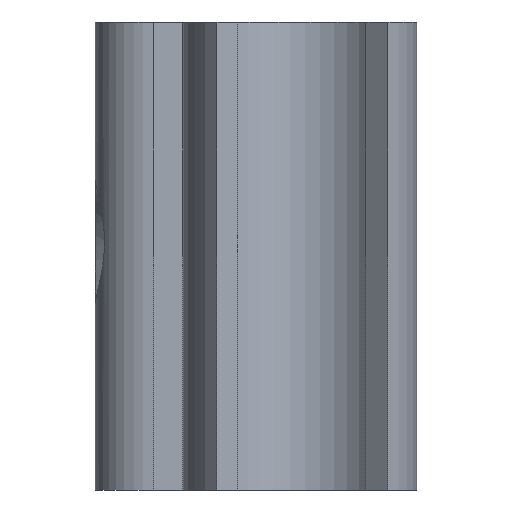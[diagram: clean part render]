
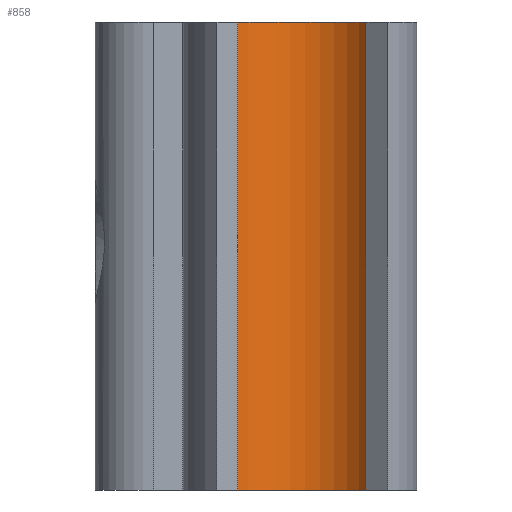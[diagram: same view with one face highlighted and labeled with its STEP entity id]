
A CAD part, front view. The second image highlights one B-rep face of the part: STEP entity #858.
In plain terms, the highlighted cylindrical face has radius 3 mm (diameter 6 mm), a partial arc.
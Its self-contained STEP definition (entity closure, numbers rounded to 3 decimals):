
#92=FACE_OUTER_BOUND('',#141,.T.);
#141=EDGE_LOOP('',(#784,#785,#786,#787));
#151=CIRCLE('',#887,3.);
#157=CIRCLE('',#898,3.);
#252=LINE('',#1628,#324);
#253=LINE('',#1630,#325);
#324=VECTOR('',#1190,10.);
#325=VECTOR('',#1193,10.);
#355=VERTEX_POINT('',#1260);
#356=VERTEX_POINT('',#1262);
#379=VERTEX_POINT('',#1336);
#380=VERTEX_POINT('',#1338);
#442=EDGE_CURVE('',#355,#356,#151,.T.);
#471=EDGE_CURVE('',#380,#379,#157,.T.);
#544=EDGE_CURVE('',#379,#356,#252,.T.);
#545=EDGE_CURVE('',#380,#355,#253,.T.);
#784=ORIENTED_EDGE('',*,*,#471,.T.);
#785=ORIENTED_EDGE('',*,*,#544,.T.);
#786=ORIENTED_EDGE('',*,*,#442,.F.);
#787=ORIENTED_EDGE('',*,*,#545,.F.);
#815=CYLINDRICAL_SURFACE('',#956,3.);
#858=ADVANCED_FACE('',(#92),#815,.F.);
#887=AXIS2_PLACEMENT_3D('',#1263,#997,#998);
#898=AXIS2_PLACEMENT_3D('',#1339,#1040,#1041);
#956=AXIS2_PLACEMENT_3D('',#1629,#1191,#1192);
#997=DIRECTION('center_axis',(0.,0.,1.));
#998=DIRECTION('ref_axis',(1.,0.,0.));
#1040=DIRECTION('center_axis',(0.,0.,1.));
#1041=DIRECTION('ref_axis',(1.,0.,0.));
#1190=DIRECTION('',(0.,0.,-1.));
#1191=DIRECTION('center_axis',(0.,0.,-1.));
#1192=DIRECTION('ref_axis',(-0.032,0.999,0.));
#1193=DIRECTION('',(0.,0.,-1.));
#1260=CARTESIAN_POINT('',(9.256,-8.978,-16.));
#1262=CARTESIAN_POINT('',(4.875,-9.117,-16.));
#1263=CARTESIAN_POINT('Origin',(7.,-7.,-16.));
#1336=CARTESIAN_POINT('',(4.875,-9.117,0.));
#1338=CARTESIAN_POINT('',(9.256,-8.978,0.));
#1339=CARTESIAN_POINT('Origin',(7.,-7.,0.));
#1628=CARTESIAN_POINT('',(4.875,-9.117,0.));
#1629=CARTESIAN_POINT('Origin',(7.,-7.,0.));
#1630=CARTESIAN_POINT('',(9.256,-8.978,0.));
